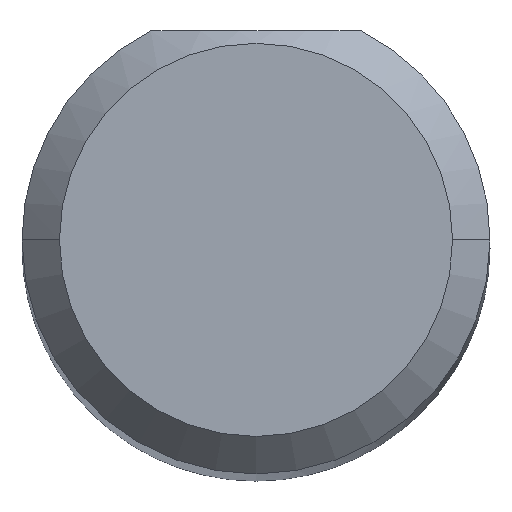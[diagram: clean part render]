
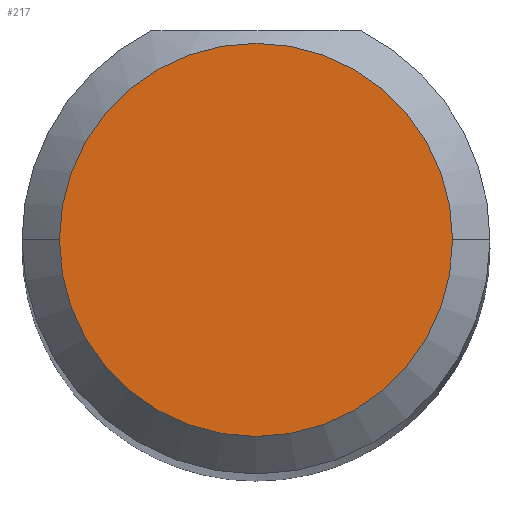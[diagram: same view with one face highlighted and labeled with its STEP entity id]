
A CAD part, top view. The second image highlights one B-rep face of the part: STEP entity #217.
In plain terms, the highlighted planar face has unit normal (0, 0, 1).
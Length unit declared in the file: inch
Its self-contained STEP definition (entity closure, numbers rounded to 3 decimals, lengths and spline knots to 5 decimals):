
#3 = DIRECTION ( 'NONE',  ( 0., 0., 1. ) ) ;
#41 = ORIENTED_EDGE ( 'NONE', *, *, #230, .T. ) ;
#63 = VERTEX_POINT ( 'NONE', #75 ) ;
#75 = CARTESIAN_POINT ( 'NONE',  ( 0.07875, 0., 2. ) ) ;
#84 = EDGE_CURVE ( 'NONE', #487, #63, #158, .T. ) ;
#96 = ORIENTED_EDGE ( 'NONE', *, *, #84, .T. ) ;
#114 = FACE_OUTER_BOUND ( 'NONE', #129, .T. ) ;
#119 = DIRECTION ( 'NONE',  ( 0., 0., 1. ) ) ;
#129 = EDGE_LOOP ( 'NONE', ( #96, #41 ) ) ;
#130 = CIRCLE ( 'NONE', #446, 0.07875 ) ;
#142 = DIRECTION ( 'NONE',  ( 1., 0., 0. ) ) ;
#158 = CIRCLE ( 'NONE', #558, 0.07875 ) ;
#204 = CARTESIAN_POINT ( 'NONE',  ( 0., 0., 2. ) ) ;
#217 = ADVANCED_FACE ( 'NONE', ( #114 ), #238, .T. ) ;
#230 = EDGE_CURVE ( 'NONE', #63, #487, #130, .T. ) ;
#238 = PLANE ( 'NONE',  #476 ) ;
#242 = DIRECTION ( 'NONE',  ( 1., 0., 0. ) ) ;
#331 = DIRECTION ( 'NONE',  ( 0., 0., 1. ) ) ;
#416 = DIRECTION ( 'NONE',  ( 1., 0., 0. ) ) ;
#446 = AXIS2_PLACEMENT_3D ( 'NONE', #204, #331, #242 ) ;
#450 = CARTESIAN_POINT ( 'NONE',  ( 0., 0., 2. ) ) ;
#476 = AXIS2_PLACEMENT_3D ( 'NONE', #551, #119, #416 ) ;
#487 = VERTEX_POINT ( 'NONE', #488 ) ;
#488 = CARTESIAN_POINT ( 'NONE',  ( -0.07875, 0., 2. ) ) ;
#551 = CARTESIAN_POINT ( 'NONE',  ( 0., 0., 2. ) ) ;
#558 = AXIS2_PLACEMENT_3D ( 'NONE', #450, #3, #142 ) ;
